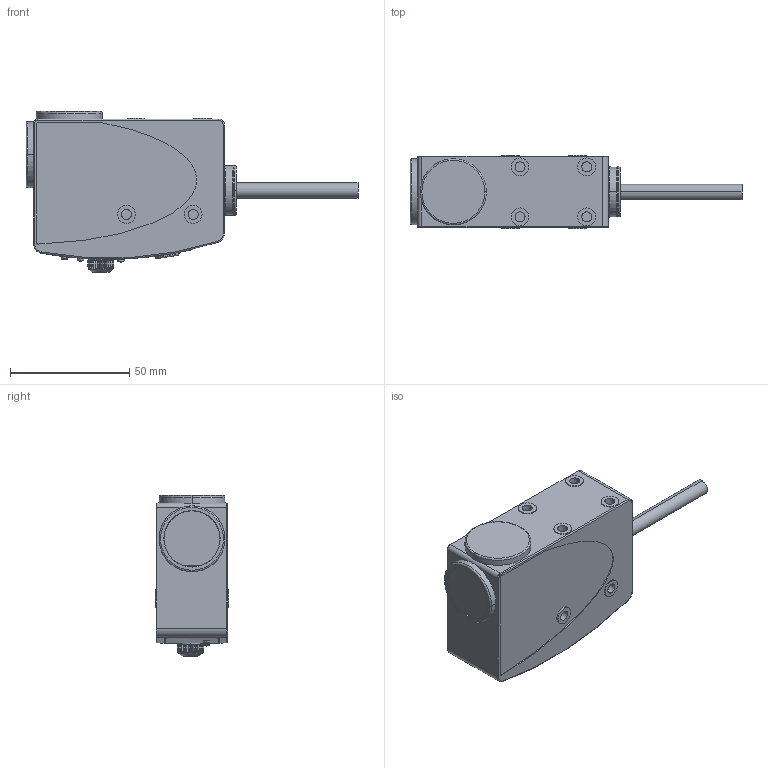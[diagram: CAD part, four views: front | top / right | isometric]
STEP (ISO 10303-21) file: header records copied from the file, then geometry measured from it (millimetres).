
FILE_DESCRIPTION((''),'2;1');
FILE_NAME('144769_SW','2009-07-01T',('banengservice'),('BANNER ENGINEERING'),'PRO/ENGINEER BY PARAMETRIC TECHNOLOGY CORPORATION, 2006170','PRO/ENGINEER BY PARAMETRIC TECHNOLOGY CORPORATION, 2006170','');
FILE_SCHEMA(('CONFIG_CONTROL_DESIGN'));
Products named in the file (1): 144769_SW
Bounding box: 139.34 x 30.8 x 67.58 mm (x, y, z)
Volume: 61065.9 mm3; surface area: 44239 mm2
Topology: 1 solids, 1 shells, 1246 faces, 3064 edges, 1850 vertices
Faces by surface type: plane 461, cylinder 385, bspline 127, cone 121, torus 103, sphere 46, revolution 2, extrusion 1
Entity records: 49875 total; most frequent: CARTESIAN_POINT 21286, ORIENTED_EDGE 6100, DIRECTION 5798, EDGE_CURVE 3050, AXIS2_PLACEMENT_3D 2206, VERTEX_POINT 1850, VECTOR 1384, LINE 1383
